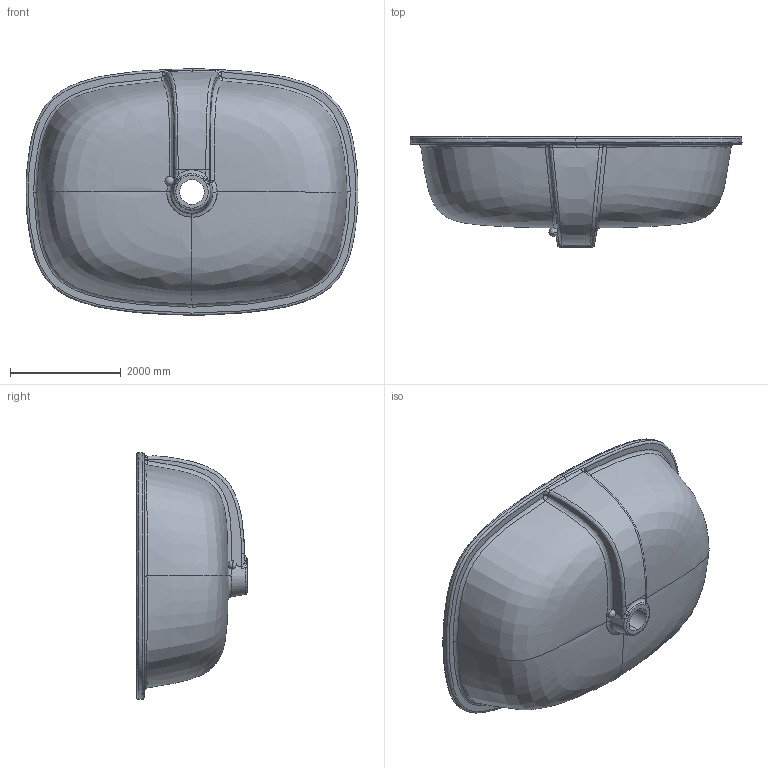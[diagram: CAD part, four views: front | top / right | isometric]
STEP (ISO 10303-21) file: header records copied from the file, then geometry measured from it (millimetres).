
FILE_DESCRIPTION(/* description */ (''),/* implementation_level */ '2;1');
FILE_NAME(/* name */ '3DF7FA~1',/* time_stamp */ '2021-07-14T16:50:00+02:00',/* author */ (''),/* organization */ (''),/* preprocessor_version */ 'ST-DEVELOPER v16.5',/* originating_system */ '',/* authorisation */ '');
FILE_SCHEMA (('AUTOMOTIVE_DESIGN'));
Length unit declared in the file: centimetre
Products named in the file (1): Document
Bounding box: 5991.86 x 2000 x 4450 mm (x, y, z)
Surface area: 79958646 mm2 (no closed solid volume)
Topology: 0 solids, 1 shells, 95 faces, 234 edges, 129 vertices
Faces by surface type: bspline 85, plane 10
Entity records: 17076 total; most frequent: CARTESIAN_POINT 15766, ORIENTED_EDGE 441, EDGE_CURVE 228, B_SPLINE_CURVE_WITH_KNOTS 151, VERTEX_POINT 129, EDGE_LOOP 100, ADVANCED_FACE 95, FACE_OUTER_BOUND 95
